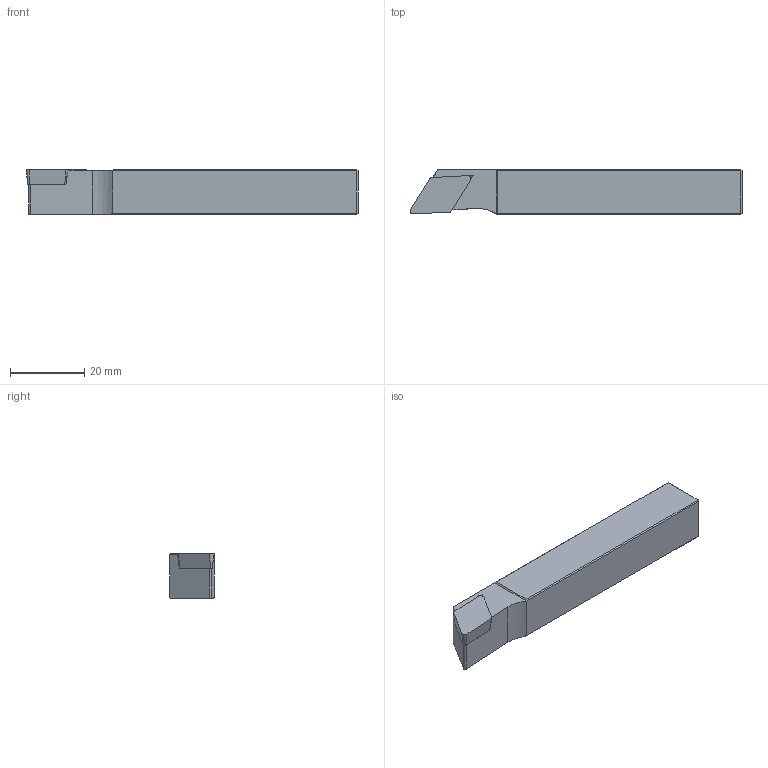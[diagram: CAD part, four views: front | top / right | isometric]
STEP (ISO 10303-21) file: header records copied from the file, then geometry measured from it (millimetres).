
FILE_DESCRIPTION(/* description */ (''),/* implementation_level */ '2;1');
FILE_NAME(/* name */ 'SDJCR 1212 G11-S.stp',/* time_stamp */ '2023-10-10T20:16:46+03:00',/* author */ (''),/* organization */ (''),/* preprocessor_version */ 'ST-DEVELOPER v19.4',/* originating_system */ 'SIEMENS PLM Software NX2306.3001',/* authorisation */ '');
FILE_SCHEMA (('AUTOMOTIVE_DESIGN { 1 0 10303 214 3 1 1 1 }'));
Length unit declared in the file: millimetre
Products named in the file (1): model1
Bounding box: 89.31 x 12 x 12 mm (x, y, z)
Volume: 11992.3 mm3; surface area: 4640.8 mm2
Topology: 2 solids, 2 shells, 36 faces, 81 edges, 49 vertices
Faces by surface type: plane 30, cylinder 4, cone 2
Entity records: 1078 total; most frequent: DIRECTION 168, CARTESIAN_POINT 167, ORIENTED_EDGE 162, EDGE_CURVE 81, LINE 68, VECTOR 68, AXIS2_PLACEMENT_3D 50, VERTEX_POINT 49
